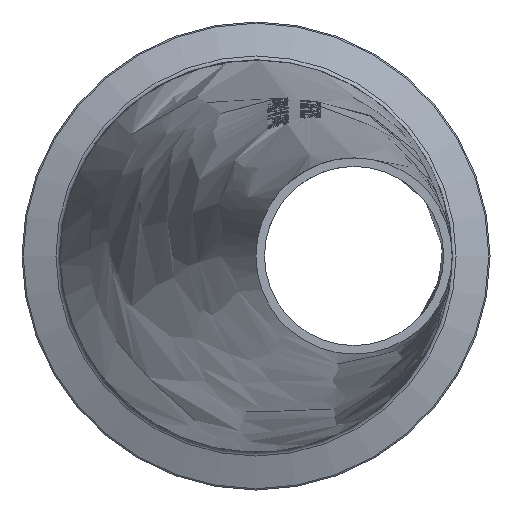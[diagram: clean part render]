
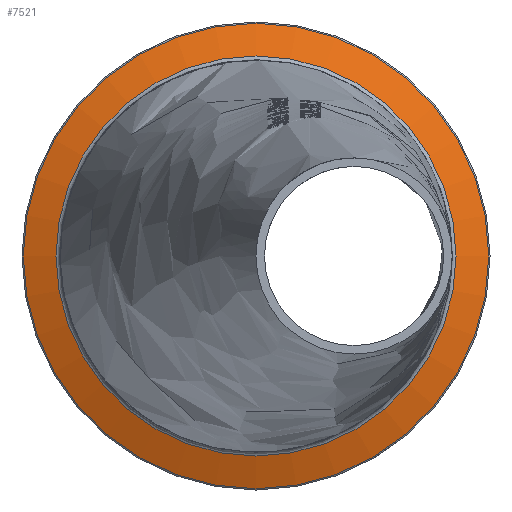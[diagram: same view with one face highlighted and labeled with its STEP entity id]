
A CAD part, left-side view. The second image highlights one B-rep face of the part: STEP entity #7521.
In plain terms, the highlighted conical face has half-angle 70 degrees and reference radius 41.777 mm.
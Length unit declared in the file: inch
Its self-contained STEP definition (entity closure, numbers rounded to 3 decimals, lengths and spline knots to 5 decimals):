
#13=CONICAL_SURFACE('',#7814,1.64475,70.);
#77=FACE_BOUND('',#2228,.T.);
#225=CIRCLE('',#7813,1.77963);
#226=CIRCLE('',#7815,1.52961);
#1769=FACE_OUTER_BOUND('',#2227,.T.);
#2227=EDGE_LOOP('',(#7022));
#2228=EDGE_LOOP('',(#7023));
#3619=VERTEX_POINT('',#17000);
#3620=VERTEX_POINT('',#17003);
#4756=EDGE_CURVE('',#3619,#3619,#225,.T.);
#4757=EDGE_CURVE('',#3620,#3620,#226,.T.);
#7022=ORIENTED_EDGE('',*,*,#4757,.F.);
#7023=ORIENTED_EDGE('',*,*,#4756,.F.);
#7521=ADVANCED_FACE('',(#1769,#77),#13,.T.);
#7813=AXIS2_PLACEMENT_3D('',#17001,#8764,#8765);
#7814=AXIS2_PLACEMENT_3D('',#17002,#8766,#8767);
#7815=AXIS2_PLACEMENT_3D('',#17004,#8768,#8769);
#8764=DIRECTION('center_axis',(1.,0.,0.));
#8765=DIRECTION('ref_axis',(0.,-1.,0.));
#8766=DIRECTION('center_axis',(1.,0.,0.));
#8767=DIRECTION('ref_axis',(0.,1.,0.));
#8768=DIRECTION('center_axis',(-1.,0.,0.));
#8769=DIRECTION('ref_axis',(0.,-1.,0.));
#17000=CARTESIAN_POINT('',(6.38441,2.52963,0.));
#17001=CARTESIAN_POINT('Origin',(6.38441,0.75,0.));
#17002=CARTESIAN_POINT('Origin',(6.33532,0.75,0.));
#17003=CARTESIAN_POINT('',(6.29341,2.27961,0.));
#17004=CARTESIAN_POINT('Origin',(6.29341,0.75,0.));
